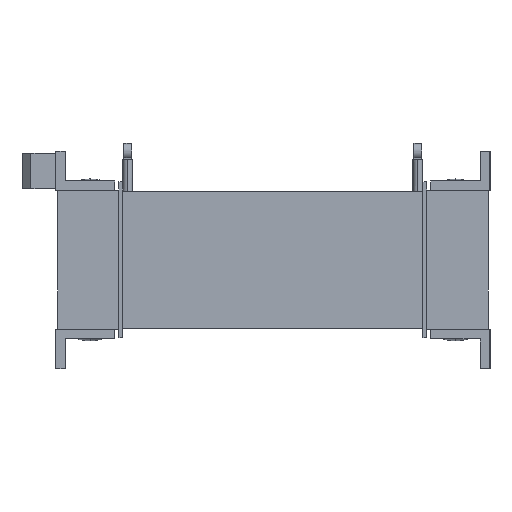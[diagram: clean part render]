
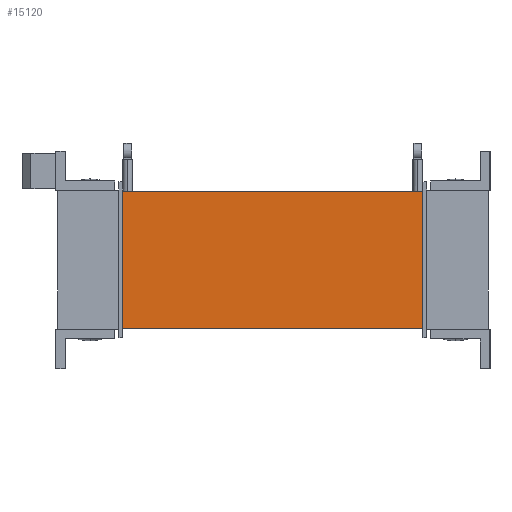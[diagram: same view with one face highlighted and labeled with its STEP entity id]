
A CAD part, left-side view. The second image highlights one B-rep face of the part: STEP entity #15120.
In plain terms, the highlighted planar face has unit normal (-1, 0, 0).
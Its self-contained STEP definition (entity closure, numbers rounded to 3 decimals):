
#14962=DIRECTION('',(0.,1.,0.));
#14963=VECTOR('',#14962,152.);
#14964=CARTESIAN_POINT('',(-114.5,34.,34.5));
#14965=LINE('',#14964,#14963);
#14976=DIRECTION('',(0.,0.,-1.));
#14977=VECTOR('',#14976,69.);
#14978=CARTESIAN_POINT('',(-114.5,186.,34.5));
#14979=LINE('',#14978,#14977);
#14997=DIRECTION('',(0.,0.,-1.));
#14998=VECTOR('',#14997,69.);
#14999=CARTESIAN_POINT('',(-114.5,34.,34.5));
#15000=LINE('',#14999,#14998);
#15004=DIRECTION('',(0.,1.,0.));
#15005=VECTOR('',#15004,152.);
#15006=CARTESIAN_POINT('',(-114.5,34.,-34.5));
#15007=LINE('',#15006,#15005);
#15047=CARTESIAN_POINT('',(-114.5,186.,34.5));
#15049=VERTEX_POINT('',#15047);
#15052=CARTESIAN_POINT('',(-114.5,34.,34.5));
#15053=VERTEX_POINT('',#15052);
#15054=CARTESIAN_POINT('',(-114.5,186.,-34.5));
#15055=VERTEX_POINT('',#15054);
#15058=CARTESIAN_POINT('',(-114.5,34.,-34.5));
#15059=VERTEX_POINT('',#15058);
#15107=CARTESIAN_POINT('',(-114.5,34.,-34.5));
#15108=DIRECTION('',(-1.,0.,0.));
#15109=DIRECTION('',(0.,0.,1.));
#15110=AXIS2_PLACEMENT_3D('',#15107,#15108,#15109);
#15111=PLANE('',#15110);
#15113=ORIENTED_EDGE('',*,*,#15112,.T.);
#15115=ORIENTED_EDGE('',*,*,#15114,.T.);
#15116=ORIENTED_EDGE('',*,*,#15091,.F.);
#15117=ORIENTED_EDGE('',*,*,#15073,.F.);
#15118=EDGE_LOOP('',(#15113,#15115,#15116,#15117));
#15119=FACE_OUTER_BOUND('',#15118,.F.);
#15073=EDGE_CURVE('',#15053,#15049,#14965,.T.);
#15091=EDGE_CURVE('',#15049,#15055,#14979,.T.);
#15112=EDGE_CURVE('',#15053,#15059,#15000,.T.);
#15114=EDGE_CURVE('',#15059,#15055,#15007,.T.);
#15120=ADVANCED_FACE('',(#15119),#15111,.T.);
